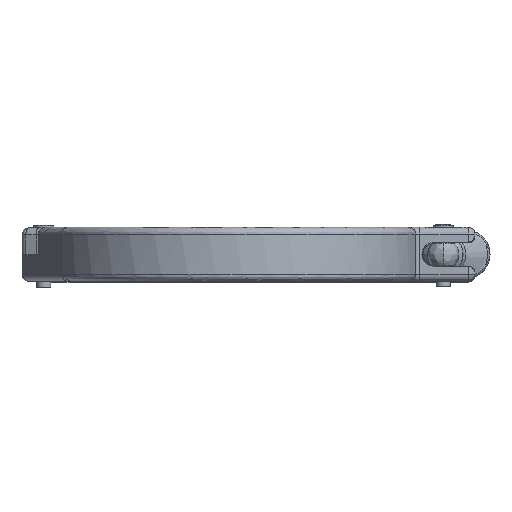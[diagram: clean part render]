
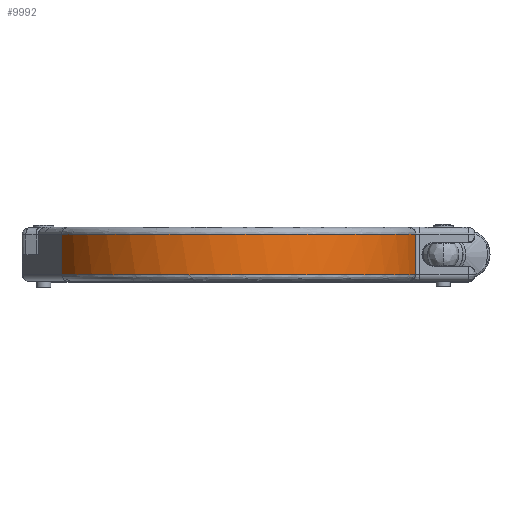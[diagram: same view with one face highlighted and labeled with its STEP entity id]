
A CAD part, front view. The second image highlights one B-rep face of the part: STEP entity #9992.
In plain terms, the highlighted free-form (B-spline) face has degree [2, 1] with [5, 2] control points.
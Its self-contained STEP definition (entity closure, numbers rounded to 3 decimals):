
#9875=CARTESIAN_POINT('V138',(-59.933,
   -28.33,-16.65));
#9876=VERTEX_POINT('V138',#9875);
#9912=CARTESIAN_POINT('V168',(-59.933,
   -28.33,-2.4));
#9913=VERTEX_POINT('V168',#9912);
#9914=CARTESIAN_POINT('E321',(-59.933,
   -28.33,-2.4));
#9915=CARTESIAN_POINT('E321',(-59.933,
   -28.33,-16.65));
#9916=B_SPLINE_CURVE_WITH_KNOTS('E321',1,(#9914,#9915),
   .POLYLINE_FORM.,.F.,.U.,(2,2),(0.126,
   0.874),.UNSPECIFIED.);
#9917=EDGE_CURVE('E321',#9913,#9876,#9916,.T.);
#9932=CARTESIAN_POINT('F119',(64.6,-14.872,
   0.0));
#9933=CARTESIAN_POINT('F119',(54.019,-60.839,
   0.0));
#9934=CARTESIAN_POINT('F119',(7.122,-65.907,
   0.0));
#9935=CARTESIAN_POINT('F119',(-39.774,
   -70.975,0.0));
#9936=CARTESIAN_POINT('F119',(-59.933,
   -28.33,0.0));
#9937=CARTESIAN_POINT('F119',(64.6,-14.872,
   -19.05));
#9938=CARTESIAN_POINT('F119',(54.019,-60.839,
   -19.05));
#9939=CARTESIAN_POINT('F119',(7.122,-65.907,
   -19.05));
#9940=CARTESIAN_POINT('F119',(-39.774,
   -70.975,-19.05));
#9941=CARTESIAN_POINT('F119',(-59.933,
   -28.33,-19.05));
#9949=(BOUNDED_SURFACE()B_SPLINE_SURFACE(2,1,((#9932,#9937),(
   #9933,#9938),(#9934,#9939),(#9935,#9940),(#9936,#9941)),
   .CYLINDRICAL_SURF.,.F.,.F.,.U.)B_SPLINE_SURFACE_WITH_KNOTS((3,2,
   3),(2,2),(0.0,4.952,9.904),(0.0,1.0),
   .UNSPECIFIED.)GEOMETRIC_REPRESENTATION_ITEM()
   RATIONAL_B_SPLINE_SURFACE(((1.0,1.0),(0.815,
   0.815),(1.0,1.0),(0.815,
   0.815),(1.0,1.0)))REPRESENTATION_ITEM('F119')
   SURFACE());
#9950=CARTESIAN_POINT('V140',(64.6,-14.872,
   -16.65));
#9951=VERTEX_POINT('V140',#9950);
#9952=CARTESIAN_POINT('E227',(-59.933,
   -28.33,-16.65));
#9953=CARTESIAN_POINT('E227',(-39.774,
   -70.975,-16.65));
#9954=CARTESIAN_POINT('E227',(7.122,-65.907,
   -16.65));
#9955=CARTESIAN_POINT('E227',(54.019,-60.839,
   -16.65));
#9956=CARTESIAN_POINT('E227',(64.6,-14.872,
   -16.65));
#9964=(BOUNDED_CURVE()B_SPLINE_CURVE(2,(#9952,#9953,#9954,#9955,
   #9956),.CIRCULAR_ARC.,.F.,.U.)B_SPLINE_CURVE_WITH_KNOTS((3,2,3),
   (2.0,22.962,43.924),.UNSPECIFIED.)CURVE(
   )GEOMETRIC_REPRESENTATION_ITEM()RATIONAL_B_SPLINE_CURVE((1.0,
   0.815,1.0,0.815,1.0))REPRESENTATION_ITEM(
   'E227'));
#9965=EDGE_CURVE('E227',#9876,#9951,#9964,.T.);
#9966=ORIENTED_EDGE('E227',*,*,#9965,.T.);
#9967=CARTESIAN_POINT('V163',(64.6,-14.872,
   -2.4));
#9968=VERTEX_POINT('V163',#9967);
#9969=CARTESIAN_POINT('E320',(64.6,-14.872,
   -16.65));
#9970=CARTESIAN_POINT('E320',(64.6,-14.872,
   -2.4));
#9971=B_SPLINE_CURVE_WITH_KNOTS('E320',1,(#9969,#9970),
   .POLYLINE_FORM.,.F.,.U.,(2,2),(0.126,
   0.874),.UNSPECIFIED.);
#9972=EDGE_CURVE('E320',#9951,#9968,#9971,.T.);
#9973=ORIENTED_EDGE('E320',*,*,#9972,.T.);
#9974=CARTESIAN_POINT('E271',(64.6,-14.872,
   -2.4));
#9975=CARTESIAN_POINT('E271',(54.019,-60.839,
   -2.4));
#9976=CARTESIAN_POINT('E271',(7.122,-65.907,
   -2.4));
#9977=CARTESIAN_POINT('E271',(-39.774,
   -70.975,-2.4));
#9978=CARTESIAN_POINT('E271',(-59.933,
   -28.33,-2.4));
#9986=(BOUNDED_CURVE()B_SPLINE_CURVE(2,(#9974,#9975,#9976,#9977,
   #9978),.CIRCULAR_ARC.,.F.,.U.)B_SPLINE_CURVE_WITH_KNOTS((3,2,3),
   (2.0,22.962,43.924),.UNSPECIFIED.)CURVE(
   )GEOMETRIC_REPRESENTATION_ITEM()RATIONAL_B_SPLINE_CURVE((1.0,
   0.815,1.0,0.815,1.0))REPRESENTATION_ITEM(
   'E271'));
#9987=EDGE_CURVE('E271',#9968,#9913,#9986,.T.);
#9988=ORIENTED_EDGE('E271',*,*,#9987,.T.);
#9989=ORIENTED_EDGE('E321',*,*,#9917,.T.);
#9990=EDGE_LOOP('F119',(#9966,#9973,#9988,#9989));
#9991=FACE_OUTER_BOUND('F119',#9990,.T.);
#9992=ADVANCED_FACE('F119',(#9991),#9949,.T.);
